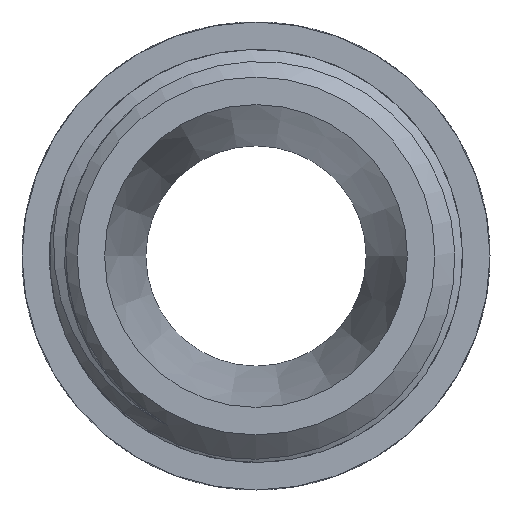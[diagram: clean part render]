
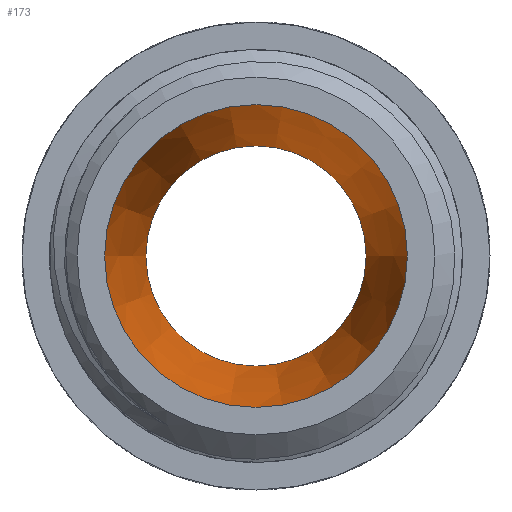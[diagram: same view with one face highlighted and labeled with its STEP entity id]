
A CAD part, left-side view. The second image highlights one B-rep face of the part: STEP entity #173.
In plain terms, the highlighted conical face has half-angle 11.31 degrees and reference radius 9.5 mm.
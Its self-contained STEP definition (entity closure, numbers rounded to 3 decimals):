
#173=ADVANCED_FACE('',(#2786,#2788),#2790,.F.);
#2786=FACE_OUTER_BOUND('',#2787,.T.);
#2787=EDGE_LOOP('',(#5357));
#2788=FACE_OUTER_BOUND('',#2789,.T.);
#2789=EDGE_LOOP('',(#5358));
#2790=CONICAL_SURFACE('',#2791,9.5,0.197);
#2791=AXIS2_PLACEMENT_3D('',#2792,#2793,#2794);
#2792=CARTESIAN_POINT('',(-92.5,0.,0.));
#2793=DIRECTION('',(-1.,0.,0.));
#2794=DIRECTION('',(0.,1.,0.));
#5357=ORIENTED_EDGE('',*,*,#5711,.F.);
#5358=ORIENTED_EDGE('',*,*,#5368,.F.);
#5368=EDGE_CURVE('',#5715,#5715,#5716,.T.);
#5711=EDGE_CURVE('',#6289,#6289,#6290,.F.);
#5715=VERTEX_POINT('',#6297);
#5716=CIRCLE('',#6298,11.);
#6289=VERTEX_POINT('',#8526);
#6290=CIRCLE('',#8527,8.);
#6297=CARTESIAN_POINT('',(-100.,-11.,0.));
#6298=AXIS2_PLACEMENT_3D('',#6299,#6300,#6301);
#6299=CARTESIAN_POINT('',(-100.,0.,0.));
#6300=DIRECTION('',(1.,0.,0.));
#6301=DIRECTION('',(0.,-1.,0.));
#8526=CARTESIAN_POINT('',(-85.,-8.,0.));
#8527=AXIS2_PLACEMENT_3D('',#8528,#8529,#8530);
#8528=CARTESIAN_POINT('',(-85.,0.,0.));
#8529=DIRECTION('',(1.,0.,0.));
#8530=DIRECTION('',(0.,-1.,0.));
